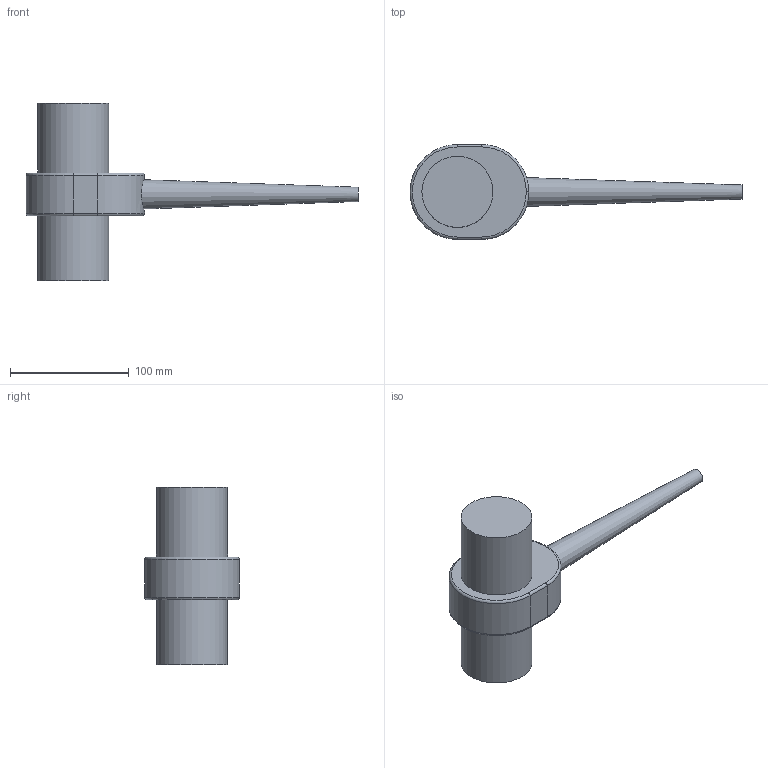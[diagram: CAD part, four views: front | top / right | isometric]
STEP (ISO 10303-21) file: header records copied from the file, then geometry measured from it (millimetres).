
FILE_DESCRIPTION (( 'STEP AP214' ), '1' );
FILE_NAME ('pinzawe.STEP', '2025-11-24T04:57:21', ( '' ), ( '' ), 'SwSTEP 2.0', 'SolidWorks 2025', '' );
FILE_SCHEMA (( 'AUTOMOTIVE_DESIGN' ));
Length unit declared in the file: millimetre
Products named in the file (1): pinzawe
Bounding box: 280 x 80 x 150 mm (x, y, z)
Volume: 606702.8 mm3; surface area: 58062.3 mm2
Topology: 1 solids, 1 shells, 25 faces, 51 edges, 31 vertices
Faces by surface type: cylinder 10, plane 8, torus 6, cone 1
Full cylindrical faces by diameter (mm): 30 x1, 60 x2
Entity records: 761 total; most frequent: CARTESIAN_POINT 224, DIRECTION 120, ORIENTED_EDGE 90, AXIS2_PLACEMENT_3D 53, EDGE_CURVE 45, EDGE_LOOP 32, VERTEX_POINT 29, FACE_OUTER_BOUND 28
